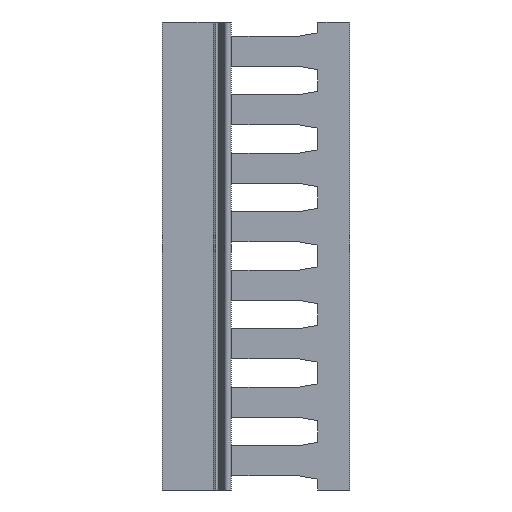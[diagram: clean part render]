
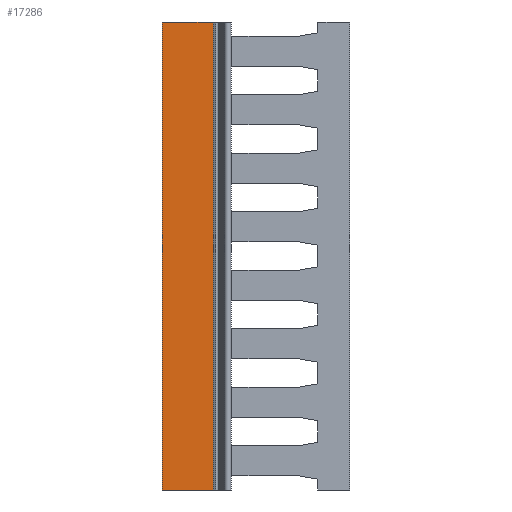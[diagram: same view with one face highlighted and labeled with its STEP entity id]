
A CAD part, left-side view. The second image highlights one B-rep face of the part: STEP entity #17286.
In plain terms, the highlighted planar face has unit normal (-1, 0, 0).
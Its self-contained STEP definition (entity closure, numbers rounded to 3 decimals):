
#16818=DIRECTION('',(0.,-1.,0.));
#16819=VECTOR('',#16818,10.87);
#16820=CARTESIAN_POINT('',(-50.5,2.3,-50.));
#16821=LINE('',#16820,#16819);
#16906=DIRECTION('',(0.,1.,0.));
#16907=VECTOR('',#16906,10.87);
#16908=CARTESIAN_POINT('',(-50.5,-8.57,50.));
#16909=LINE('',#16908,#16907);
#16922=DIRECTION('',(0.,0.,-1.));
#16923=VECTOR('',#16922,100.);
#16924=CARTESIAN_POINT('',(-50.5,-8.57,50.));
#16925=LINE('',#16924,#16923);
#16926=DIRECTION('',(0.,0.,1.));
#16927=VECTOR('',#16926,100.);
#16928=CARTESIAN_POINT('',(-50.5,2.3,-50.));
#16929=LINE('',#16928,#16927);
#17126=CARTESIAN_POINT('',(-50.5,2.3,-50.));
#17127=CARTESIAN_POINT('',(-50.5,2.3,50.));
#17128=VERTEX_POINT('',#17126);
#17129=VERTEX_POINT('',#17127);
#17130=CARTESIAN_POINT('',(-50.5,-8.57,50.));
#17131=CARTESIAN_POINT('',(-50.5,-8.57,-50.));
#17132=VERTEX_POINT('',#17130);
#17133=VERTEX_POINT('',#17131);
#17274=CARTESIAN_POINT('',(-50.5,2.3,-50.));
#17275=DIRECTION('',(-1.,0.,0.));
#17276=DIRECTION('',(0.,-1.,0.));
#17277=AXIS2_PLACEMENT_3D('',#17274,#17275,#17276);
#17278=PLANE('',#17277);
#17279=ORIENTED_EDGE('',*,*,#17241,.F.);
#17281=ORIENTED_EDGE('',*,*,#17280,.T.);
#17282=ORIENTED_EDGE('',*,*,#17149,.F.);
#17283=ORIENTED_EDGE('',*,*,#17269,.T.);
#17284=EDGE_LOOP('',(#17279,#17281,#17282,#17283));
#17285=FACE_OUTER_BOUND('',#17284,.F.);
#17149=EDGE_CURVE('',#17128,#17133,#16821,.T.);
#17241=EDGE_CURVE('',#17132,#17129,#16909,.T.);
#17269=EDGE_CURVE('',#17128,#17129,#16929,.T.);
#17280=EDGE_CURVE('',#17132,#17133,#16925,.T.);
#17286=ADVANCED_FACE('',(#17285),#17278,.T.);
